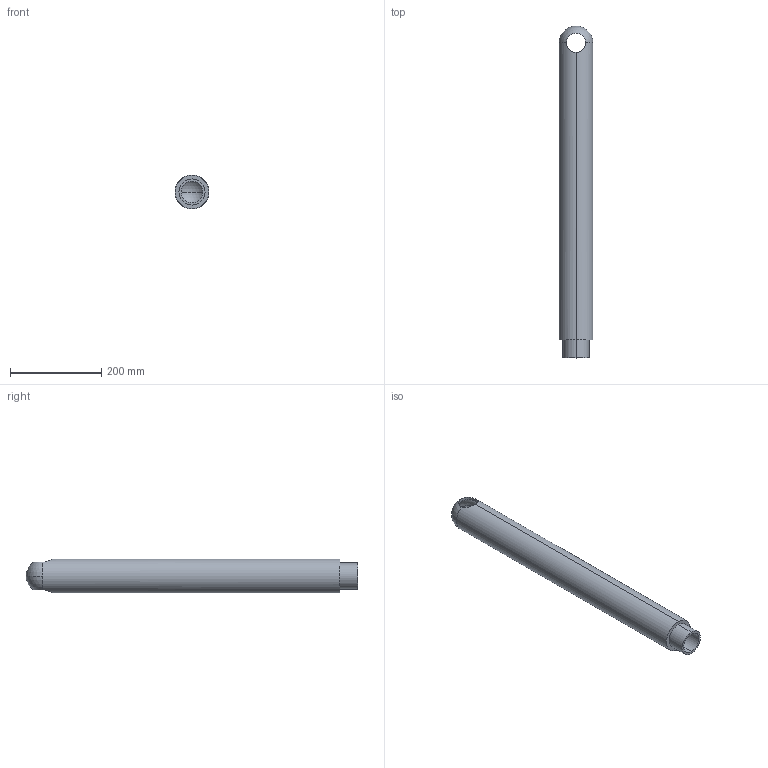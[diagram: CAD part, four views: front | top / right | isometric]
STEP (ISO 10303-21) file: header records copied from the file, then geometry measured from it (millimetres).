
FILE_DESCRIPTION (( 'STEP AP214' ), '1' );
FILE_NAME ('cylinder.STEP', '2024-07-01T17:30:28', ( '' ), ( '' ), 'SwSTEP 2.0', 'SolidWorks 2022', '' );
FILE_SCHEMA (( 'AUTOMOTIVE_DESIGN' ));
Length unit declared in the file: millimetre
Products named in the file (1): cylinder
Bounding box: 74 x 726 x 74 mm (x, y, z)
Volume: 765919.7 mm3; surface area: 308801.4 mm2
Topology: 1 solids, 1 shells, 19 faces, 48 edges, 30 vertices
Faces by surface type: cylinder 12, sphere 4, plane 3
Entity records: 832 total; most frequent: CARTESIAN_POINT 322, DIRECTION 108, ORIENTED_EDGE 96, AXIS2_PLACEMENT_3D 48, EDGE_CURVE 48, VERTEX_POINT 30, CIRCLE 28, EDGE_LOOP 22
